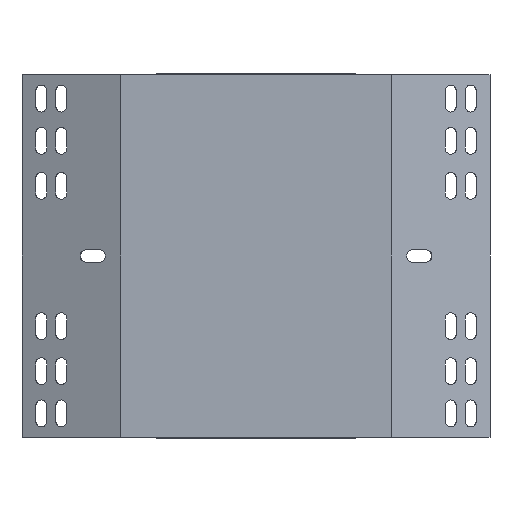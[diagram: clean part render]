
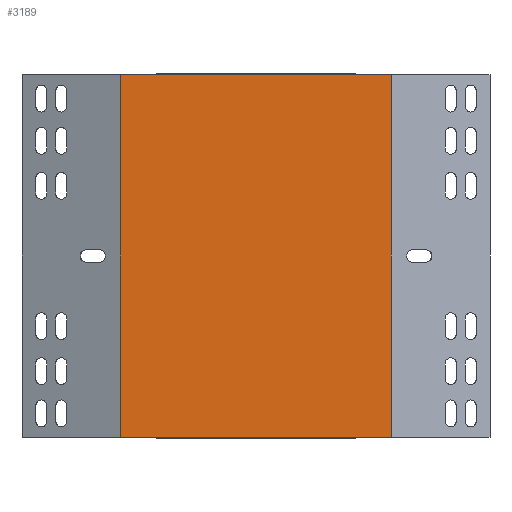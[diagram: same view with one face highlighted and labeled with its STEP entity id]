
A CAD part, front view. The second image highlights one B-rep face of the part: STEP entity #3189.
In plain terms, the highlighted planar face has unit normal (0, -1, 0).
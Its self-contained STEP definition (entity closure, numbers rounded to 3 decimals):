
#69 = EDGE_CURVE ( 'NONE', #5790, #5028, #7190, .T. ) ;
#1492 = EDGE_LOOP ( 'NONE', ( #8271, #8293, #8310, #8320 ) ) ;
#1904 = DIRECTION ( 'NONE',  ( 0., 0., 1. ) ) ;
#2130 = CARTESIAN_POINT ( 'NONE',  ( -97.377, -23.927, -126.657 ) ) ;
#2449 = DIRECTION ( 'NONE',  ( 0., 0., 1. ) ) ;
#2537 = CARTESIAN_POINT ( 'NONE',  ( 53.141, -23.927, -126.657 ) ) ;
#3001 = VERTEX_POINT ( 'NONE', #8143 ) ;
#3100 = VERTEX_POINT ( 'NONE', #7758 ) ;
#3108 = EDGE_CURVE ( 'NONE', #5790, #3001, #4447, .T. ) ;
#3189 = ADVANCED_FACE ( 'NONE', ( #4121 ), #7259, .F. ) ;
#4121 = FACE_OUTER_BOUND ( 'NONE', #1492, .T. ) ;
#4342 = VECTOR ( 'NONE', #7682, 1000. ) ;
#4447 = LINE ( 'NONE', #7626, #4342 ) ;
#4611 = AXIS2_PLACEMENT_3D ( 'NONE', #7263, #7244, #7231 ) ;
#5028 = VERTEX_POINT ( 'NONE', #5981 ) ;
#5630 = EDGE_CURVE ( 'NONE', #5028, #3100, #5947, .T. ) ;
#5642 = VECTOR ( 'NONE', #8272, 1000. ) ;
#5790 = VERTEX_POINT ( 'NONE', #7548 ) ;
#5947 = LINE ( 'NONE', #8255, #5642 ) ;
#5981 = CARTESIAN_POINT ( 'NONE',  ( -97.377, -23.927, 75.8 ) ) ;
#6390 = VECTOR ( 'NONE', #2449, 1000. ) ;
#6992 = LINE ( 'NONE', #2537, #6390 ) ;
#6995 = VECTOR ( 'NONE', #1904, 1000. ) ;
#7022 = EDGE_CURVE ( 'NONE', #3001, #3100, #6992, .T. ) ;
#7190 = LINE ( 'NONE', #2130, #6995 ) ;
#7231 = DIRECTION ( 'NONE',  ( 0., 0., 1. ) ) ;
#7244 = DIRECTION ( 'NONE',  ( 0., 1., 0. ) ) ;
#7259 = PLANE ( 'NONE',  #4611 ) ;
#7263 = CARTESIAN_POINT ( 'NONE',  ( -97.218, -23.927, 75. ) ) ;
#7548 = CARTESIAN_POINT ( 'NONE',  ( -97.377, -23.927, -125.8 ) ) ;
#7626 = CARTESIAN_POINT ( 'NONE',  ( -98.349, -23.927, -125.8 ) ) ;
#7682 = DIRECTION ( 'NONE',  ( 1., 0., 0. ) ) ;
#7758 = CARTESIAN_POINT ( 'NONE',  ( 53.141, -23.927, 75.8 ) ) ;
#8143 = CARTESIAN_POINT ( 'NONE',  ( 53.141, -23.927, -125.8 ) ) ;
#8255 = CARTESIAN_POINT ( 'NONE',  ( -98.349, -23.927, 75.8 ) ) ;
#8271 = ORIENTED_EDGE ( 'NONE', *, *, #7022, .T. ) ;
#8272 = DIRECTION ( 'NONE',  ( 1., 0., 0. ) ) ;
#8293 = ORIENTED_EDGE ( 'NONE', *, *, #5630, .F. ) ;
#8310 = ORIENTED_EDGE ( 'NONE', *, *, #69, .F. ) ;
#8320 = ORIENTED_EDGE ( 'NONE', *, *, #3108, .T. ) ;
